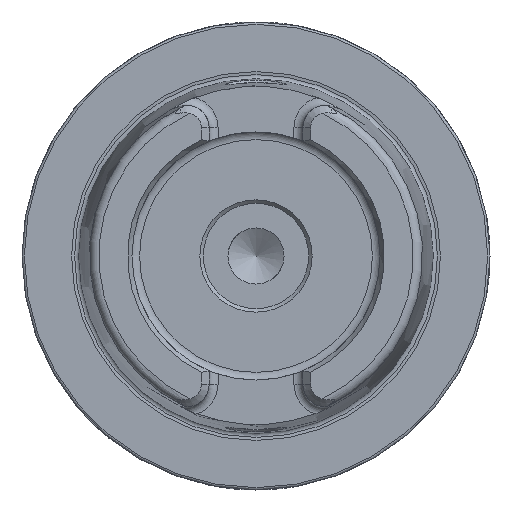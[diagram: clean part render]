
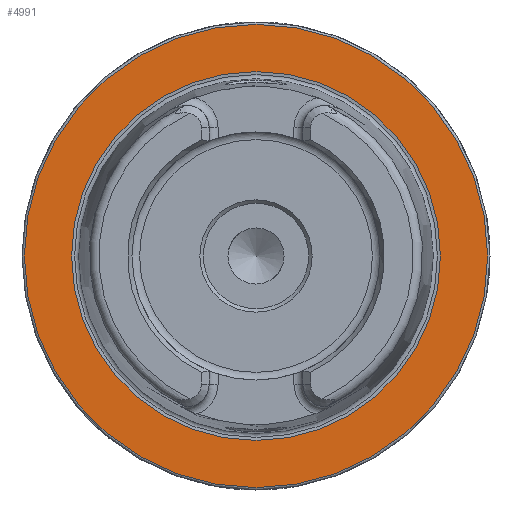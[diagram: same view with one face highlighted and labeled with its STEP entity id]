
A CAD part, left-side view. The second image highlights one B-rep face of the part: STEP entity #4991.
In plain terms, the highlighted planar face has unit normal (-1, 0, 0).
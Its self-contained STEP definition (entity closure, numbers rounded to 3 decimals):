
#154 = EDGE_LOOP ( 'NONE', ( #1002 ) ) ;
#181 = CARTESIAN_POINT ( 'NONE',  ( 0., 49.5, 0. ) ) ;
#566 = DIRECTION ( 'NONE',  ( -1., 0., 0. ) ) ;
#1002 = ORIENTED_EDGE ( 'NONE', *, *, #1846, .T. ) ;
#1317 = VERTEX_POINT ( 'NONE', #7114 ) ;
#1325 = CIRCLE ( 'NONE', #5110, 39.405 ) ;
#1846 = EDGE_CURVE ( 'NONE', #1317, #1317, #11633, .T. ) ;
#2031 = DIRECTION ( 'NONE',  ( 1., 0., 0. ) ) ;
#2234 = DIRECTION ( 'NONE',  ( -1., 0., 0. ) ) ;
#2543 = FACE_BOUND ( 'NONE', #11753, .T. ) ;
#4866 = VERTEX_POINT ( 'NONE', #9812 ) ;
#4991 = ADVANCED_FACE ( 'NONE', ( #2543, #6646 ), #7391, .F. ) ;
#5110 = AXIS2_PLACEMENT_3D ( 'NONE', #9619, #566, #7835 ) ;
#6646 = FACE_OUTER_BOUND ( 'NONE', #154, .T. ) ;
#7114 = CARTESIAN_POINT ( 'NONE',  ( 0., 0., 49.5 ) ) ;
#7334 = AXIS2_PLACEMENT_3D ( 'NONE', #181, #2031, #9282 ) ;
#7389 = EDGE_CURVE ( 'NONE', #4866, #4866, #1325, .T. ) ;
#7391 = PLANE ( 'NONE',  #7334 ) ;
#7835 = DIRECTION ( 'NONE',  ( 0., 0., 1. ) ) ;
#8407 = AXIS2_PLACEMENT_3D ( 'NONE', #11384, #2234, #10513 ) ;
#9282 = DIRECTION ( 'NONE',  ( 0., 0., -1. ) ) ;
#9619 = CARTESIAN_POINT ( 'NONE',  ( 0., 0., 0. ) ) ;
#9812 = CARTESIAN_POINT ( 'NONE',  ( 0., 0., 39.405 ) ) ;
#10053 = ORIENTED_EDGE ( 'NONE', *, *, #7389, .F. ) ;
#10513 = DIRECTION ( 'NONE',  ( 0., 0., 1. ) ) ;
#11384 = CARTESIAN_POINT ( 'NONE',  ( 0., 0., 0. ) ) ;
#11633 = CIRCLE ( 'NONE', #8407, 49.5 ) ;
#11753 = EDGE_LOOP ( 'NONE', ( #10053 ) ) ;
